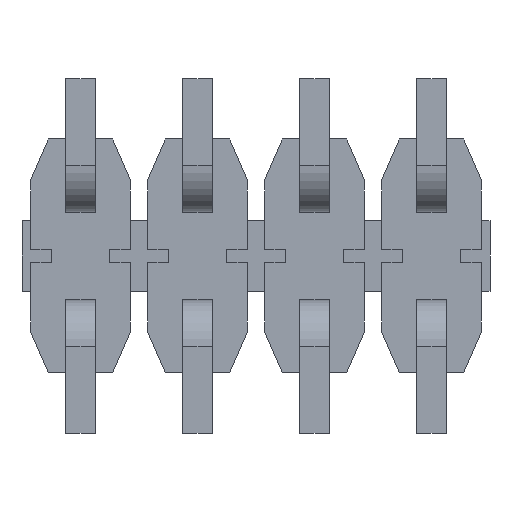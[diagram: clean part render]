
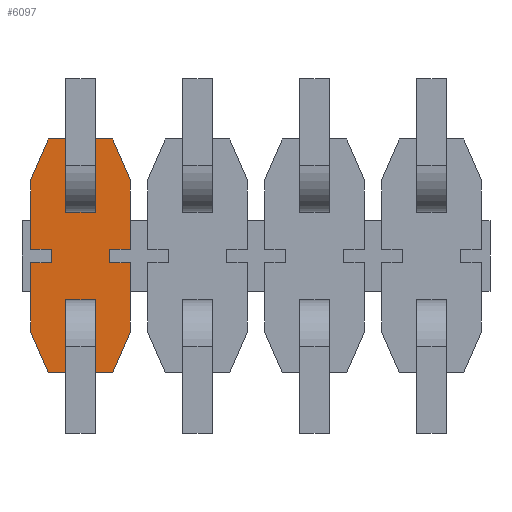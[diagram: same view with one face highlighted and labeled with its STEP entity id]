
A CAD part, front view. The second image highlights one B-rep face of the part: STEP entity #6097.
In plain terms, the highlighted planar face has unit normal (0, -1, 0).
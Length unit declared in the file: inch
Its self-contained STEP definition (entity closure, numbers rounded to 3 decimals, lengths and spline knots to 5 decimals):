
#340=ORIENTED_EDGE('',*,*,#2046,.T.);
#341=ORIENTED_EDGE('',*,*,#2058,.T.);
#342=ORIENTED_EDGE('',*,*,#2053,.T.);
#343=ORIENTED_EDGE('',*,*,#2050,.T.);
#344=ORIENTED_EDGE('',*,*,#2036,.T.);
#345=ORIENTED_EDGE('',*,*,#2056,.T.);
#346=ORIENTED_EDGE('',*,*,#2043,.T.);
#347=ORIENTED_EDGE('',*,*,#2040,.T.);
#348=ORIENTED_EDGE('',*,*,#1971,.F.);
#349=ORIENTED_EDGE('',*,*,#2017,.F.);
#350=ORIENTED_EDGE('',*,*,#2012,.F.);
#351=ORIENTED_EDGE('',*,*,#2009,.F.);
#352=ORIENTED_EDGE('',*,*,#2034,.F.);
#353=ORIENTED_EDGE('',*,*,#2031,.F.);
#354=ORIENTED_EDGE('',*,*,#2028,.F.);
#355=ORIENTED_EDGE('',*,*,#1999,.F.);
#356=ORIENTED_EDGE('',*,*,#1996,.F.);
#357=ORIENTED_EDGE('',*,*,#1992,.F.);
#358=ORIENTED_EDGE('',*,*,#1988,.F.);
#359=ORIENTED_EDGE('',*,*,#1986,.F.);
#360=ORIENTED_EDGE('',*,*,#2026,.F.);
#361=ORIENTED_EDGE('',*,*,#2023,.F.);
#362=ORIENTED_EDGE('',*,*,#2020,.F.);
#363=ORIENTED_EDGE('',*,*,#1978,.F.);
#1971=EDGE_CURVE('',#2859,#2857,#3471,.T.);
#1978=EDGE_CURVE('',#2857,#2866,#3478,.T.);
#1986=EDGE_CURVE('',#2871,#2868,#3486,.T.);
#1988=EDGE_CURVE('',#2868,#2872,#3488,.T.);
#1992=EDGE_CURVE('',#2872,#2874,#3492,.T.);
#1996=EDGE_CURVE('',#2874,#2876,#3496,.T.);
#1999=EDGE_CURVE('',#2876,#2878,#3499,.T.);
#2009=EDGE_CURVE('',#2887,#2881,#3509,.T.);
#2012=EDGE_CURVE('',#2881,#2889,#3512,.T.);
#2017=EDGE_CURVE('',#2889,#2859,#3517,.T.);
#2020=EDGE_CURVE('',#2866,#2892,#3520,.T.);
#2023=EDGE_CURVE('',#2892,#2894,#3523,.T.);
#2026=EDGE_CURVE('',#2894,#2871,#3526,.T.);
#2028=EDGE_CURVE('',#2878,#2896,#3528,.T.);
#2031=EDGE_CURVE('',#2896,#2898,#3531,.T.);
#2034=EDGE_CURVE('',#2898,#2887,#3534,.T.);
#2036=EDGE_CURVE('',#2900,#2901,#3536,.T.);
#2040=EDGE_CURVE('',#2904,#2900,#3540,.T.);
#2043=EDGE_CURVE('',#2906,#2904,#3543,.T.);
#2046=EDGE_CURVE('',#2908,#2909,#3546,.T.);
#2050=EDGE_CURVE('',#2912,#2908,#3550,.T.);
#2053=EDGE_CURVE('',#2914,#2912,#3553,.T.);
#2056=EDGE_CURVE('',#2901,#2906,#3556,.T.);
#2058=EDGE_CURVE('',#2909,#2914,#3558,.T.);
#2857=VERTEX_POINT('',#8464);
#2859=VERTEX_POINT('',#8468);
#2866=VERTEX_POINT('',#8485);
#2868=VERTEX_POINT('',#8492);
#2871=VERTEX_POINT('',#8498);
#2872=VERTEX_POINT('',#8502);
#2874=VERTEX_POINT('',#8510);
#2876=VERTEX_POINT('',#8518);
#2878=VERTEX_POINT('',#8526);
#2881=VERTEX_POINT('',#8533);
#2887=VERTEX_POINT('',#8545);
#2889=VERTEX_POINT('',#8550);
#2892=VERTEX_POINT('',#8567);
#2894=VERTEX_POINT('',#8573);
#2896=VERTEX_POINT('',#8582);
#2898=VERTEX_POINT('',#8588);
#2900=VERTEX_POINT('',#8597);
#2901=VERTEX_POINT('',#8598);
#2904=VERTEX_POINT('',#8606);
#2906=VERTEX_POINT('',#8612);
#2908=VERTEX_POINT('',#8618);
#2909=VERTEX_POINT('',#8619);
#2912=VERTEX_POINT('',#8627);
#2914=VERTEX_POINT('',#8633);
#3471=LINE('',#8469,#4339);
#3478=LINE('',#8484,#4346);
#3486=LINE('',#8499,#4354);
#3488=LINE('',#8503,#4356);
#3492=LINE('',#8511,#4360);
#3496=LINE('',#8519,#4364);
#3499=LINE('',#8525,#4367);
#3509=LINE('',#8546,#4377);
#3512=LINE('',#8552,#4380);
#3517=LINE('',#8561,#4385);
#3520=LINE('',#8566,#4388);
#3523=LINE('',#8572,#4391);
#3526=LINE('',#8578,#4394);
#3528=LINE('',#8581,#4396);
#3531=LINE('',#8587,#4399);
#3534=LINE('',#8593,#4402);
#3536=LINE('',#8596,#4404);
#3540=LINE('',#8605,#4408);
#3543=LINE('',#8611,#4411);
#3546=LINE('',#8617,#4414);
#3550=LINE('',#8626,#4418);
#3553=LINE('',#8632,#4421);
#3556=LINE('',#8638,#4424);
#3558=LINE('',#8641,#4426);
#4339=VECTOR('',#6855,39.37008);
#4346=VECTOR('',#6866,39.37008);
#4354=VECTOR('',#6876,39.37008);
#4356=VECTOR('',#6880,39.37008);
#4360=VECTOR('',#6888,39.37008);
#4364=VECTOR('',#6896,39.37008);
#4367=VECTOR('',#6903,39.37008);
#4377=VECTOR('',#6915,39.37008);
#4380=VECTOR('',#6920,39.37008);
#4385=VECTOR('',#6929,39.37008);
#4388=VECTOR('',#6936,39.37008);
#4391=VECTOR('',#6941,39.37008);
#4394=VECTOR('',#6946,39.37008);
#4396=VECTOR('',#6950,39.37008);
#4399=VECTOR('',#6955,39.37008);
#4402=VECTOR('',#6960,39.37008);
#4404=VECTOR('',#6964,39.37008);
#4408=VECTOR('',#6970,39.37008);
#4411=VECTOR('',#6975,39.37008);
#4414=VECTOR('',#6980,39.37008);
#4418=VECTOR('',#6986,39.37008);
#4421=VECTOR('',#6991,39.37008);
#4424=VECTOR('',#6996,39.37008);
#4426=VECTOR('',#7000,39.37008);
#5165=EDGE_LOOP('',(#340,#341,#342,#343));
#5166=EDGE_LOOP('',(#344,#345,#346,#347));
#5167=EDGE_LOOP('',(#348,#349,#350,#351,#352,#353,#354,#355,#356,#357,#358,
#359,#360,#361,#362,#363));
#5487=FACE_BOUND('',#5165,.T.);
#5488=FACE_BOUND('',#5166,.T.);
#5489=FACE_BOUND('',#5167,.T.);
#5807=PLANE('',#6442);
#6097=ADVANCED_FACE('',(#5487,#5488,#5489),#5807,.F.);
#6442=AXIS2_PLACEMENT_3D('',#8644,#7004,#7005);
#6855=DIRECTION('',(-1.,0.,0.));
#6866=DIRECTION('',(0.,0.,1.));
#6876=DIRECTION('',(0.,0.,-1.));
#6880=DIRECTION('',(-1.,0.,0.));
#6888=DIRECTION('',(0.,0.,-1.));
#6896=DIRECTION('',(1.,0.,0.));
#6903=DIRECTION('',(0.,0.,-1.));
#6915=DIRECTION('',(0.,0.,1.));
#6920=DIRECTION('',(1.,0.,0.));
#6929=DIRECTION('',(0.,0.,1.));
#6936=DIRECTION('',(0.394,0.,0.919));
#6941=DIRECTION('',(1.,0.,0.));
#6946=DIRECTION('',(0.394,0.,-0.919));
#6950=DIRECTION('',(-0.394,0.,-0.919));
#6955=DIRECTION('',(-1.,0.,0.));
#6960=DIRECTION('',(-0.394,0.,0.919));
#6964=DIRECTION('',(0.,0.,1.));
#6970=DIRECTION('',(-1.,0.,0.));
#6975=DIRECTION('',(0.,0.,-1.));
#6980=DIRECTION('',(0.,0.,1.));
#6986=DIRECTION('',(-1.,0.,0.));
#6991=DIRECTION('',(0.,0.,-1.));
#6996=DIRECTION('',(1.,0.,0.));
#7000=DIRECTION('',(1.,0.,0.));
#7004=DIRECTION('',(0.,1.,0.));
#7005=DIRECTION('',(0.,0.,1.));
#8464=CARTESIAN_POINT('',(-0.1925,-0.05,0.00575));
#8468=CARTESIAN_POINT('',(-0.175,-0.05,0.00575));
#8469=CARTESIAN_POINT('',(-0.175,-0.05,0.00575));
#8484=CARTESIAN_POINT('',(-0.1925,-0.05,0.00575));
#8485=CARTESIAN_POINT('',(-0.1925,-0.05,0.065));
#8492=CARTESIAN_POINT('',(-0.1075,-0.05,0.00575));
#8498=CARTESIAN_POINT('',(-0.1075,-0.05,0.065));
#8499=CARTESIAN_POINT('',(-0.1075,-0.05,0.065));
#8502=CARTESIAN_POINT('',(-0.125,-0.05,0.00575));
#8503=CARTESIAN_POINT('',(-0.1075,-0.05,0.00575));
#8510=CARTESIAN_POINT('',(-0.125,-0.05,-0.00575));
#8511=CARTESIAN_POINT('',(-0.125,-0.05,0.00575));
#8518=CARTESIAN_POINT('',(-0.1075,-0.05,-0.00575));
#8519=CARTESIAN_POINT('',(-0.125,-0.05,-0.00575));
#8525=CARTESIAN_POINT('',(-0.1075,-0.05,-0.00575));
#8526=CARTESIAN_POINT('',(-0.1075,-0.05,-0.065));
#8533=CARTESIAN_POINT('',(-0.1925,-0.05,-0.00575));
#8545=CARTESIAN_POINT('',(-0.1925,-0.05,-0.065));
#8546=CARTESIAN_POINT('',(-0.1925,-0.05,-0.065));
#8550=CARTESIAN_POINT('',(-0.175,-0.05,-0.00575));
#8552=CARTESIAN_POINT('',(-0.1925,-0.05,-0.00575));
#8561=CARTESIAN_POINT('',(-0.175,-0.05,-0.00575));
#8566=CARTESIAN_POINT('',(-0.1925,-0.05,0.065));
#8567=CARTESIAN_POINT('',(-0.1775,-0.05,0.1));
#8572=CARTESIAN_POINT('',(-0.1775,-0.05,0.1));
#8573=CARTESIAN_POINT('',(-0.1225,-0.05,0.1));
#8578=CARTESIAN_POINT('',(-0.1225,-0.05,0.1));
#8581=CARTESIAN_POINT('',(-0.1075,-0.05,-0.065));
#8582=CARTESIAN_POINT('',(-0.1225,-0.05,-0.1));
#8587=CARTESIAN_POINT('',(-0.1225,-0.05,-0.1));
#8588=CARTESIAN_POINT('',(-0.1775,-0.05,-0.1));
#8593=CARTESIAN_POINT('',(-0.1775,-0.05,-0.1));
#8596=CARTESIAN_POINT('',(-0.1625,-0.05,0.0375));
#8597=CARTESIAN_POINT('',(-0.1625,-0.05,0.0375));
#8598=CARTESIAN_POINT('',(-0.1625,-0.05,0.0625));
#8605=CARTESIAN_POINT('',(-0.1375,-0.05,0.0375));
#8606=CARTESIAN_POINT('',(-0.1375,-0.05,0.0375));
#8611=CARTESIAN_POINT('',(-0.1375,-0.05,0.0625));
#8612=CARTESIAN_POINT('',(-0.1375,-0.05,0.0625));
#8617=CARTESIAN_POINT('',(-0.1625,-0.05,-0.0625));
#8618=CARTESIAN_POINT('',(-0.1625,-0.05,-0.0625));
#8619=CARTESIAN_POINT('',(-0.1625,-0.05,-0.0375));
#8626=CARTESIAN_POINT('',(-0.1375,-0.05,-0.0625));
#8627=CARTESIAN_POINT('',(-0.1375,-0.05,-0.0625));
#8632=CARTESIAN_POINT('',(-0.1375,-0.05,-0.0375));
#8633=CARTESIAN_POINT('',(-0.1375,-0.05,-0.0375));
#8638=CARTESIAN_POINT('',(-0.1625,-0.05,0.0625));
#8641=CARTESIAN_POINT('',(-0.1625,-0.05,-0.0375));
#8644=CARTESIAN_POINT('',(0.,-0.05,0.));
